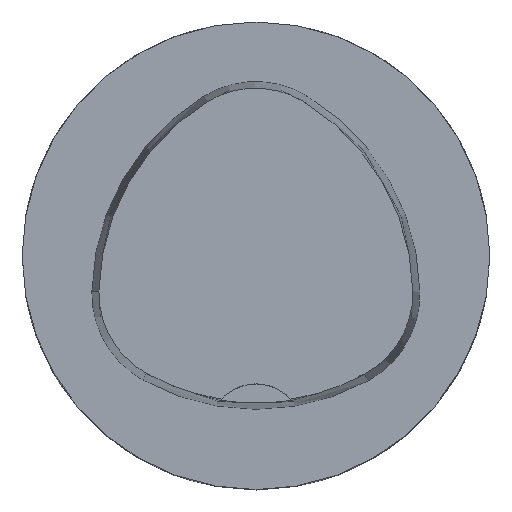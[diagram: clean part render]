
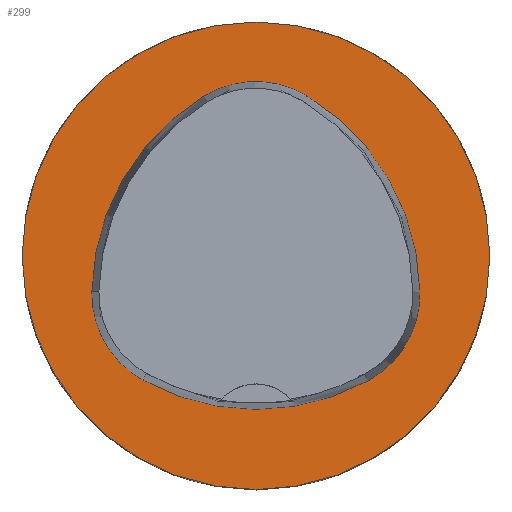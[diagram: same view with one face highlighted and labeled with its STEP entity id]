
A CAD part, top view. The second image highlights one B-rep face of the part: STEP entity #299.
In plain terms, the highlighted planar face has unit normal (0, 0, 1).
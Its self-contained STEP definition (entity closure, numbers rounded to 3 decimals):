
#130=FACE_BOUND('',#506,.T.);
#131=FACE_BOUND('',#507,.T.);
#175=PLANE('',#1958);
#299=ADVANCED_FACE('',(#130,#131),#175,.T.);
#506=EDGE_LOOP('',(#947,#948,#949,#950,#951,#952));
#507=EDGE_LOOP('',(#953));
#567=CIRCLE('',#1935,20.);
#569=CIRCLE('',#1938,8.5);
#571=CIRCLE('',#1941,20.);
#573=CIRCLE('',#1944,8.5);
#577=CIRCLE('',#1949,20.);
#579=CIRCLE('',#1952,8.5);
#582=CIRCLE('',#1957,20.);
#947=ORIENTED_EDGE('',*,*,#1422,.T.);
#948=ORIENTED_EDGE('',*,*,#1402,.T.);
#949=ORIENTED_EDGE('',*,*,#1406,.T.);
#950=ORIENTED_EDGE('',*,*,#1409,.T.);
#951=ORIENTED_EDGE('',*,*,#1412,.T.);
#952=ORIENTED_EDGE('',*,*,#1420,.T.);
#953=ORIENTED_EDGE('',*,*,#1425,.F.);
#1188=VERTEX_POINT('',#3118);
#1189=VERTEX_POINT('',#3119);
#1192=VERTEX_POINT('',#3127);
#1194=VERTEX_POINT('',#3133);
#1196=VERTEX_POINT('',#3139);
#1203=VERTEX_POINT('',#3160);
#1204=VERTEX_POINT('',#3170);
#1402=EDGE_CURVE('',#1188,#1189,#567,.T.);
#1406=EDGE_CURVE('',#1189,#1192,#569,.T.);
#1409=EDGE_CURVE('',#1192,#1194,#571,.T.);
#1412=EDGE_CURVE('',#1194,#1196,#573,.T.);
#1420=EDGE_CURVE('',#1196,#1203,#577,.T.);
#1422=EDGE_CURVE('',#1203,#1188,#579,.T.);
#1425=EDGE_CURVE('',#1204,#1204,#582,.T.);
#1935=AXIS2_PLACEMENT_3D('',#3117,#2348,#2349);
#1938=AXIS2_PLACEMENT_3D('',#3126,#2356,#2357);
#1941=AXIS2_PLACEMENT_3D('',#3132,#2363,#2364);
#1944=AXIS2_PLACEMENT_3D('',#3138,#2370,#2371);
#1949=AXIS2_PLACEMENT_3D('',#3161,#2382,#2383);
#1952=AXIS2_PLACEMENT_3D('',#3164,#2388,#2389);
#1957=AXIS2_PLACEMENT_3D('',#3169,#2398,#2399);
#1958=AXIS2_PLACEMENT_3D('',#3171,#2400,#2401);
#2348=DIRECTION('',(0.,0.,-1.));
#2349=DIRECTION('',(-1.,0.,0.));
#2356=DIRECTION('',(0.,0.,-1.));
#2357=DIRECTION('',(-1.,0.,0.));
#2363=DIRECTION('',(0.,0.,-1.));
#2364=DIRECTION('',(-1.,0.,0.));
#2370=DIRECTION('',(0.,0.,-1.));
#2371=DIRECTION('',(-1.,0.,0.));
#2382=DIRECTION('',(0.,0.,-1.));
#2383=DIRECTION('',(-1.,0.,0.));
#2388=DIRECTION('',(0.,0.,-1.));
#2389=DIRECTION('',(-1.,0.,0.));
#2398=DIRECTION('',(0.,0.,-1.));
#2399=DIRECTION('',(-1.,0.,0.));
#2400=DIRECTION('',(0.,0.,1.));
#2401=DIRECTION('',(1.,0.,0.));
#3117=CARTESIAN_POINT('',(5.955,-3.414,0.));
#3118=CARTESIAN_POINT('',(-14.041,-3.042,0.));
#3119=CARTESIAN_POINT('',(-4.472,13.653,0.));
#3126=CARTESIAN_POINT('',(-0.04,6.4,0.));
#3127=CARTESIAN_POINT('',(4.347,13.68,0.));
#3132=CARTESIAN_POINT('',(-5.976,-3.45,0.));
#3133=CARTESIAN_POINT('',(14.021,-3.075,0.));
#3138=CARTESIAN_POINT('',(5.522,-3.235,0.));
#3139=CARTESIAN_POINT('',(9.588,-10.699,0.));
#3160=CARTESIAN_POINT('',(-9.655,-10.639,0.));
#3161=CARTESIAN_POINT('',(0.022,6.864,0.));
#3164=CARTESIAN_POINT('',(-5.543,-3.2,0.));
#3169=CARTESIAN_POINT('',(0.,0.,0.));
#3170=CARTESIAN_POINT('',(-20.,0.,0.));
#3171=CARTESIAN_POINT('',(0.,0.,0.));
